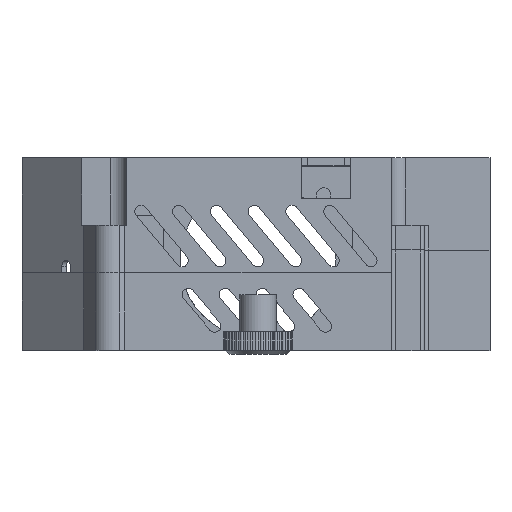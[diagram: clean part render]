
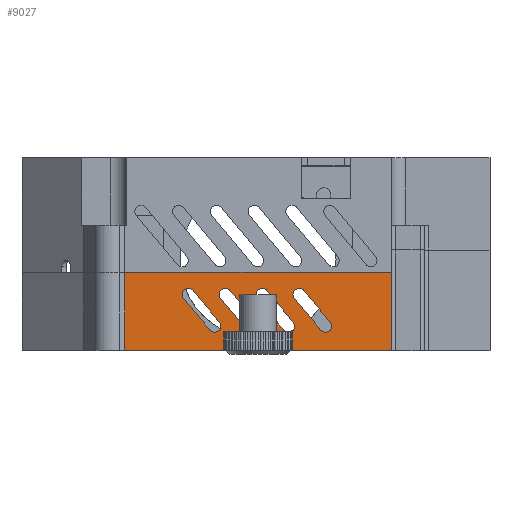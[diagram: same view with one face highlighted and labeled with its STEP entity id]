
A CAD part, top view. The second image highlights one B-rep face of the part: STEP entity #9027.
In plain terms, the highlighted planar face has unit normal (0, 0, 1).
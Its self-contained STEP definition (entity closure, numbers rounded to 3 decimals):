
#224=FACE_BOUND('',#1380,.T.);
#225=FACE_BOUND('',#1381,.T.);
#226=FACE_BOUND('',#1382,.T.);
#227=FACE_BOUND('',#1383,.T.);
#327=CIRCLE('',#9455,1.5);
#328=CIRCLE('',#9458,1.5);
#329=CIRCLE('',#9461,1.5);
#330=CIRCLE('',#9464,1.5);
#331=CIRCLE('',#9467,1.5);
#332=CIRCLE('',#9470,1.5);
#333=CIRCLE('',#9473,1.5);
#334=CIRCLE('',#9476,1.5);
#864=FACE_OUTER_BOUND('',#1379,.T.);
#1379=EDGE_LOOP('',(#6691,#6692,#6693,#6694));
#1380=EDGE_LOOP('',(#6695,#6696,#6697,#6698));
#1381=EDGE_LOOP('',(#6699,#6700,#6701,#6702));
#1382=EDGE_LOOP('',(#6703,#6704,#6705,#6706));
#1383=EDGE_LOOP('',(#6707,#6708,#6709,#6710));
#1893=LINE('',#13358,#2820);
#1935=LINE('',#13453,#2862);
#1938=LINE('',#13461,#2865);
#1941=LINE('',#13469,#2868);
#1944=LINE('',#13477,#2871);
#1947=LINE('',#13485,#2874);
#1950=LINE('',#13493,#2877);
#1953=LINE('',#13501,#2880);
#1956=LINE('',#13509,#2883);
#1977=LINE('',#13561,#2904);
#2016=LINE('',#13643,#2943);
#2079=LINE('',#13787,#3006);
#2820=VECTOR('',#10520,10.);
#2862=VECTOR('',#10592,10.);
#2865=VECTOR('',#10601,10.);
#2868=VECTOR('',#10610,10.);
#2871=VECTOR('',#10619,10.);
#2874=VECTOR('',#10628,10.);
#2877=VECTOR('',#10637,10.);
#2880=VECTOR('',#10646,10.);
#2883=VECTOR('',#10655,10.);
#2904=VECTOR('',#10714,10.);
#2943=VECTOR('',#10775,10.);
#3006=VECTOR('',#10936,10.);
#3763=VERTEX_POINT('',#13355);
#3764=VERTEX_POINT('',#13357);
#3801=VERTEX_POINT('',#13450);
#3802=VERTEX_POINT('',#13452);
#3803=VERTEX_POINT('',#13456);
#3804=VERTEX_POINT('',#13460);
#3805=VERTEX_POINT('',#13466);
#3806=VERTEX_POINT('',#13468);
#3807=VERTEX_POINT('',#13472);
#3808=VERTEX_POINT('',#13476);
#3809=VERTEX_POINT('',#13482);
#3810=VERTEX_POINT('',#13484);
#3811=VERTEX_POINT('',#13488);
#3812=VERTEX_POINT('',#13492);
#3813=VERTEX_POINT('',#13498);
#3814=VERTEX_POINT('',#13500);
#3815=VERTEX_POINT('',#13504);
#3816=VERTEX_POINT('',#13508);
#3827=VERTEX_POINT('',#13558);
#3828=VERTEX_POINT('',#13560);
#4651=EDGE_CURVE('',#3763,#3764,#1893,.T.);
#4700=EDGE_CURVE('',#3802,#3801,#1935,.T.);
#4702=EDGE_CURVE('',#3803,#3802,#327,.T.);
#4704=EDGE_CURVE('',#3804,#3803,#1938,.T.);
#4706=EDGE_CURVE('',#3801,#3804,#328,.T.);
#4708=EDGE_CURVE('',#3806,#3805,#1941,.T.);
#4710=EDGE_CURVE('',#3807,#3806,#329,.T.);
#4712=EDGE_CURVE('',#3808,#3807,#1944,.T.);
#4714=EDGE_CURVE('',#3805,#3808,#330,.T.);
#4716=EDGE_CURVE('',#3810,#3809,#1947,.T.);
#4718=EDGE_CURVE('',#3811,#3810,#331,.T.);
#4720=EDGE_CURVE('',#3812,#3811,#1950,.T.);
#4722=EDGE_CURVE('',#3809,#3812,#332,.T.);
#4724=EDGE_CURVE('',#3814,#3813,#1953,.T.);
#4726=EDGE_CURVE('',#3815,#3814,#333,.T.);
#4728=EDGE_CURVE('',#3816,#3815,#1956,.T.);
#4730=EDGE_CURVE('',#3813,#3816,#334,.T.);
#4755=EDGE_CURVE('',#3827,#3828,#1977,.T.);
#4797=EDGE_CURVE('',#3828,#3763,#2016,.T.);
#4868=EDGE_CURVE('',#3827,#3764,#2079,.T.);
#6691=ORIENTED_EDGE('',*,*,#4755,.F.);
#6692=ORIENTED_EDGE('',*,*,#4868,.T.);
#6693=ORIENTED_EDGE('',*,*,#4651,.F.);
#6694=ORIENTED_EDGE('',*,*,#4797,.F.);
#6695=ORIENTED_EDGE('',*,*,#4704,.T.);
#6696=ORIENTED_EDGE('',*,*,#4702,.T.);
#6697=ORIENTED_EDGE('',*,*,#4700,.T.);
#6698=ORIENTED_EDGE('',*,*,#4706,.T.);
#6699=ORIENTED_EDGE('',*,*,#4712,.T.);
#6700=ORIENTED_EDGE('',*,*,#4710,.T.);
#6701=ORIENTED_EDGE('',*,*,#4708,.T.);
#6702=ORIENTED_EDGE('',*,*,#4714,.T.);
#6703=ORIENTED_EDGE('',*,*,#4720,.T.);
#6704=ORIENTED_EDGE('',*,*,#4718,.T.);
#6705=ORIENTED_EDGE('',*,*,#4716,.T.);
#6706=ORIENTED_EDGE('',*,*,#4722,.T.);
#6707=ORIENTED_EDGE('',*,*,#4728,.T.);
#6708=ORIENTED_EDGE('',*,*,#4726,.T.);
#6709=ORIENTED_EDGE('',*,*,#4724,.T.);
#6710=ORIENTED_EDGE('',*,*,#4730,.T.);
#8682=PLANE('',#9617);
#9027=ADVANCED_FACE('',(#864,#224,#225,#226,#227),#8682,.T.);
#9455=AXIS2_PLACEMENT_3D('',#13457,#10596,#10597);
#9458=AXIS2_PLACEMENT_3D('',#13464,#10605,#10606);
#9461=AXIS2_PLACEMENT_3D('',#13473,#10614,#10615);
#9464=AXIS2_PLACEMENT_3D('',#13480,#10623,#10624);
#9467=AXIS2_PLACEMENT_3D('',#13489,#10632,#10633);
#9470=AXIS2_PLACEMENT_3D('',#13496,#10641,#10642);
#9473=AXIS2_PLACEMENT_3D('',#13505,#10650,#10651);
#9476=AXIS2_PLACEMENT_3D('',#13512,#10659,#10660);
#9617=AXIS2_PLACEMENT_3D('',#13930,#11114,#11115);
#10520=DIRECTION('',(1.,0.,0.));
#10592=DIRECTION('',(-0.643,0.766,0.));
#10596=DIRECTION('center_axis',(0.,0.,-1.));
#10597=DIRECTION('ref_axis',(-0.766,-0.643,0.));
#10601=DIRECTION('',(0.643,-0.766,0.));
#10605=DIRECTION('center_axis',(0.,0.,-1.));
#10606=DIRECTION('ref_axis',(0.766,0.643,0.));
#10610=DIRECTION('',(-0.643,0.766,0.));
#10614=DIRECTION('center_axis',(0.,0.,-1.));
#10615=DIRECTION('ref_axis',(-0.766,-0.643,0.));
#10619=DIRECTION('',(0.643,-0.766,0.));
#10623=DIRECTION('center_axis',(0.,0.,-1.));
#10624=DIRECTION('ref_axis',(0.766,0.643,0.));
#10628=DIRECTION('',(-0.643,0.766,0.));
#10632=DIRECTION('center_axis',(0.,0.,-1.));
#10633=DIRECTION('ref_axis',(-0.766,-0.643,0.));
#10637=DIRECTION('',(0.643,-0.766,0.));
#10641=DIRECTION('center_axis',(0.,0.,-1.));
#10642=DIRECTION('ref_axis',(0.766,0.643,0.));
#10646=DIRECTION('',(-0.643,0.766,0.));
#10650=DIRECTION('center_axis',(0.,0.,-1.));
#10651=DIRECTION('ref_axis',(-0.766,-0.643,0.));
#10655=DIRECTION('',(0.643,-0.766,0.));
#10659=DIRECTION('center_axis',(0.,0.,-1.));
#10660=DIRECTION('ref_axis',(0.766,0.643,0.));
#10714=DIRECTION('',(-1.,0.,0.));
#10775=DIRECTION('',(0.,1.,0.));
#10936=DIRECTION('',(0.,1.,0.));
#11114=DIRECTION('center_axis',(0.,0.,1.));
#11115=DIRECTION('ref_axis',(1.,0.,0.));
#13355=CARTESIAN_POINT('',(-32.5,19.,27.5));
#13357=CARTESIAN_POINT('',(32.5,19.,27.5));
#13358=CARTESIAN_POINT('',(32.5,19.,27.5));
#13450=CARTESIAN_POINT('',(-9.138,12.635,27.5));
#13452=CARTESIAN_POINT('',(-2.71,4.974,27.5));
#13453=CARTESIAN_POINT('',(-7.64,10.849,27.5));
#13456=CARTESIAN_POINT('',(-0.412,6.903,27.5));
#13457=CARTESIAN_POINT('Origin',(-1.561,5.939,27.5));
#13460=CARTESIAN_POINT('',(-6.84,14.563,27.5));
#13461=CARTESIAN_POINT('',(-8.555,16.608,27.5));
#13464=CARTESIAN_POINT('Origin',(-7.989,13.599,27.5));
#13466=CARTESIAN_POINT('',(-0.138,12.635,27.5));
#13468=CARTESIAN_POINT('',(6.29,4.974,27.5));
#13469=CARTESIAN_POINT('',(-0.499,13.065,27.5));
#13472=CARTESIAN_POINT('',(8.588,6.903,27.5));
#13473=CARTESIAN_POINT('Origin',(7.439,5.939,27.5));
#13476=CARTESIAN_POINT('',(2.16,14.563,27.5));
#13477=CARTESIAN_POINT('',(-1.415,18.824,27.5));
#13480=CARTESIAN_POINT('Origin',(1.011,13.599,27.5));
#13482=CARTESIAN_POINT('',(-18.138,12.635,27.5));
#13484=CARTESIAN_POINT('',(-11.71,4.974,27.5));
#13485=CARTESIAN_POINT('',(-14.78,8.633,27.5));
#13488=CARTESIAN_POINT('',(-9.412,6.903,27.5));
#13489=CARTESIAN_POINT('Origin',(-10.561,5.939,27.5));
#13492=CARTESIAN_POINT('',(-15.84,14.563,27.5));
#13493=CARTESIAN_POINT('',(-15.696,14.392,27.5));
#13496=CARTESIAN_POINT('Origin',(-16.989,13.599,27.5));
#13498=CARTESIAN_POINT('',(8.862,12.635,27.5));
#13500=CARTESIAN_POINT('',(15.29,4.974,27.5));
#13501=CARTESIAN_POINT('',(6.642,15.281,27.5));
#13504=CARTESIAN_POINT('',(17.588,6.903,27.5));
#13505=CARTESIAN_POINT('Origin',(16.439,5.939,27.5));
#13508=CARTESIAN_POINT('',(11.16,14.563,27.5));
#13509=CARTESIAN_POINT('',(5.726,21.039,27.5));
#13512=CARTESIAN_POINT('Origin',(10.011,13.599,27.5));
#13558=CARTESIAN_POINT('',(32.5,0.,27.5));
#13560=CARTESIAN_POINT('',(-32.5,0.,27.5));
#13561=CARTESIAN_POINT('',(32.5,0.,27.5));
#13643=CARTESIAN_POINT('',(-32.5,0.,27.5));
#13787=CARTESIAN_POINT('',(32.5,0.,27.5));
#13930=CARTESIAN_POINT('Origin',(-32.5,0.,27.5));
